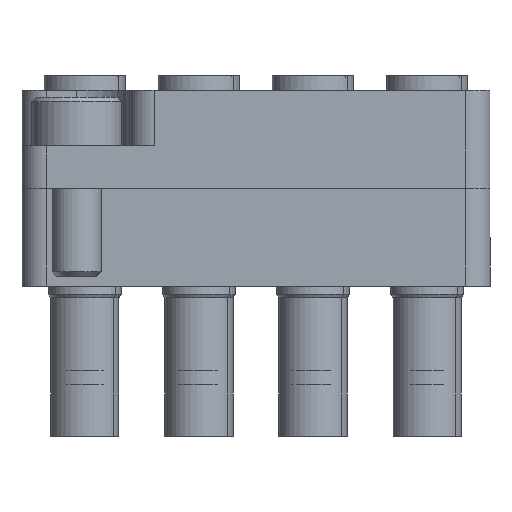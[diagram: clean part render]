
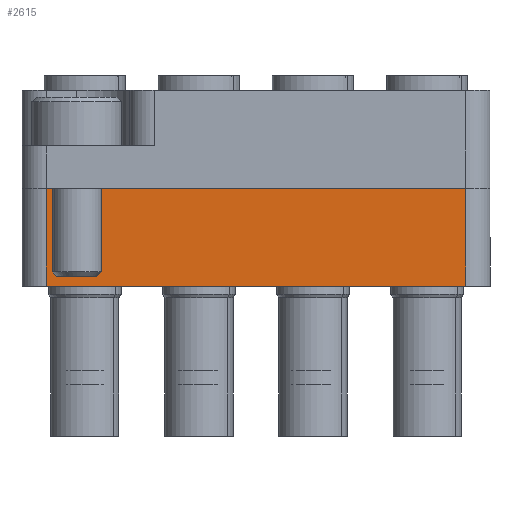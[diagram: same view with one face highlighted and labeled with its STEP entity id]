
A CAD part, front view. The second image highlights one B-rep face of the part: STEP entity #2615.
In plain terms, the highlighted face is planar.
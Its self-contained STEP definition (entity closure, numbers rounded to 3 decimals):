
#262 = VECTOR ( 'NONE', #11557, 1000. ) ;
#328 = CARTESIAN_POINT ( 'NONE',  ( 22., 0., 12.85 ) ) ;
#2024 = EDGE_CURVE ( 'NONE', #4539, #3721, #8967, .T. ) ;
#2615 = ADVANCED_FACE ( 'NONE', ( #5675 ), #4220, .F. ) ;
#3721 = VERTEX_POINT ( 'NONE', #328 ) ;
#3763 = CARTESIAN_POINT ( 'NONE',  ( 22., 0., -12.85 ) ) ;
#4025 = EDGE_CURVE ( 'NONE', #3721, #12460, #8579, .T. ) ;
#4162 = CARTESIAN_POINT ( 'NONE',  ( 22., 0., 14.35 ) ) ;
#4220 = PLANE ( 'NONE',  #12402 ) ;
#4539 = VERTEX_POINT ( 'NONE', #3763 ) ;
#5675 = FACE_OUTER_BOUND ( 'NONE', #10813, .T. ) ;
#6196 = CARTESIAN_POINT ( 'NONE',  ( 22., -6., 12.85 ) ) ;
#6711 = ORIENTED_EDGE ( 'NONE', *, *, #9847, .T. ) ;
#6809 = CARTESIAN_POINT ( 'NONE',  ( 22., -6., 14.35 ) ) ;
#7260 = CARTESIAN_POINT ( 'NONE',  ( 22., 0., -12.85 ) ) ;
#8579 = LINE ( 'NONE', #6196, #9877 ) ;
#8967 = LINE ( 'NONE', #4162, #9119 ) ;
#9119 = VECTOR ( 'NONE', #10525, 1000. ) ;
#9847 = EDGE_CURVE ( 'NONE', #10422, #4539, #13216, .T. ) ;
#9877 = VECTOR ( 'NONE', #17819, 1000. ) ;
#10422 = VERTEX_POINT ( 'NONE', #16728 ) ;
#10481 = DIRECTION ( 'NONE',  ( 0., 0., 1. ) ) ;
#10525 = DIRECTION ( 'NONE',  ( 0., 0., 1. ) ) ;
#10579 = DIRECTION ( 'NONE',  ( -1., 0., 0. ) ) ;
#10813 = EDGE_LOOP ( 'NONE', ( #13100, #6711, #12559, #17628 ) ) ;
#11205 = DIRECTION ( 'NONE',  ( 0., 0., 1. ) ) ;
#11557 = DIRECTION ( 'NONE',  ( 0., 1., 0. ) ) ;
#11757 = EDGE_CURVE ( 'NONE', #10422, #12460, #17600, .T. ) ;
#12402 = AXIS2_PLACEMENT_3D ( 'NONE', #20150, #10579, #10481 ) ;
#12460 = VERTEX_POINT ( 'NONE', #16194 ) ;
#12559 = ORIENTED_EDGE ( 'NONE', *, *, #2024, .T. ) ;
#13100 = ORIENTED_EDGE ( 'NONE', *, *, #11757, .F. ) ;
#13216 = LINE ( 'NONE', #7260, #262 ) ;
#16194 = CARTESIAN_POINT ( 'NONE',  ( 22., -6., 12.85 ) ) ;
#16728 = CARTESIAN_POINT ( 'NONE',  ( 22., -6., -12.85 ) ) ;
#17600 = LINE ( 'NONE', #6809, #18894 ) ;
#17628 = ORIENTED_EDGE ( 'NONE', *, *, #4025, .T. ) ;
#17819 = DIRECTION ( 'NONE',  ( 0., -1., 0. ) ) ;
#18894 = VECTOR ( 'NONE', #11205, 1000. ) ;
#20150 = CARTESIAN_POINT ( 'NONE',  ( 22., -6., 14.35 ) ) ;
